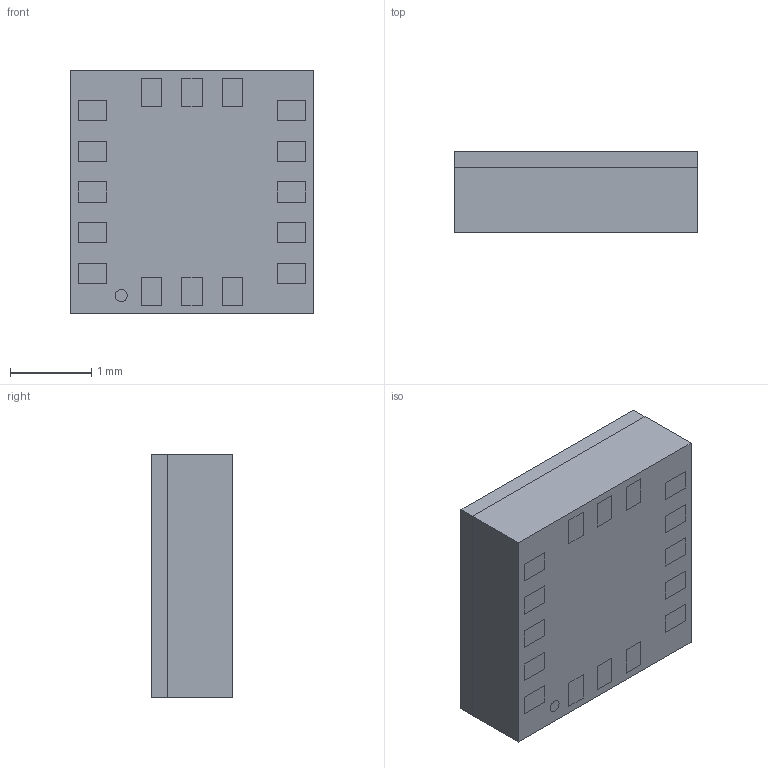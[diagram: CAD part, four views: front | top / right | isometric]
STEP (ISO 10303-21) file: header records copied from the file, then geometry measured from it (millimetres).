
FILE_DESCRIPTION (( 'STEP AP214' ), '1' );
FILE_NAME ('LIS3DH.STEP', '2021-06-07T09:12:07', ( '' ), ( '' ), 'SwSTEP 2.0', 'SolidWorks 2018', '' );
FILE_SCHEMA (( 'AUTOMOTIVE_DESIGN' ));
Length unit declared in the file: millimetre
Products named in the file (2): LIS3DH
Bounding box: 3 x 1 x 3 mm (x, y, z)
Volume: 9 mm3; surface area: 57.1 mm2
Topology: 20 solids, 20 shells, 198 faces, 420 edges, 280 vertices
Faces by surface type: plane 194, cylinder 4
Full cylindrical faces by diameter (mm): 0.15 x2, 0.3 x2
Entity records: 6666 total; most frequent: CARTESIAN_POINT 896, ORIENTED_EDGE 832, DIRECTION 824, EDGE_CURVE 416, VECTOR 408, LINE 408, VERTEX_POINT 280, EDGE_LOOP 220
